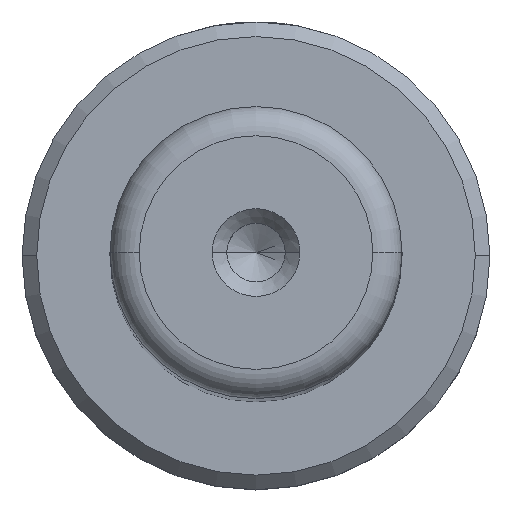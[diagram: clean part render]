
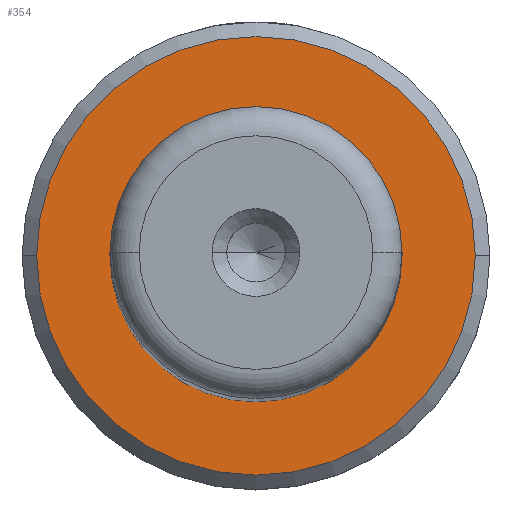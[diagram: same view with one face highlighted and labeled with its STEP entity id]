
A CAD part, top view. The second image highlights one B-rep face of the part: STEP entity #354.
In plain terms, the highlighted planar face has unit normal (0, 0, 1).
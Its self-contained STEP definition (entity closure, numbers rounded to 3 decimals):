
#121 = EDGE_LOOP ( 'NONE', ( #1337, #780 ) ) ;
#152 = AXIS2_PLACEMENT_3D ( 'NONE', #732, #1870, #903 ) ;
#187 = EDGE_LOOP ( 'NONE', ( #800, #1642 ) ) ;
#256 = AXIS2_PLACEMENT_3D ( 'NONE', #288, #1423, #451 ) ;
#288 = CARTESIAN_POINT ( 'NONE',  ( 0., 0., 13. ) ) ;
#316 = PLANE ( 'NONE',  #1073 ) ;
#354 = ADVANCED_FACE ( 'NONE', ( #610, #1943 ), #316, .T. ) ;
#439 = CARTESIAN_POINT ( 'NONE',  ( 0., 0., 13. ) ) ;
#451 = DIRECTION ( 'NONE',  ( -1., 0., 0. ) ) ;
#471 = DIRECTION ( 'NONE',  ( 1., 0., 0. ) ) ;
#487 = VERTEX_POINT ( 'NONE', #1407 ) ;
#580 = CIRCLE ( 'NONE', #152, 7.5 ) ;
#581 = VERTEX_POINT ( 'NONE', #1289 ) ;
#594 = DIRECTION ( 'NONE',  ( -1., 0., 0. ) ) ;
#610 = FACE_OUTER_BOUND ( 'NONE', #121, .T. ) ;
#662 = CARTESIAN_POINT ( 'NONE',  ( 4.495, 0., 13. ) ) ;
#732 = CARTESIAN_POINT ( 'NONE',  ( 0., 0., 13. ) ) ;
#735 = CARTESIAN_POINT ( 'NONE',  ( 7.5, 0., 13. ) ) ;
#780 = ORIENTED_EDGE ( 'NONE', *, *, #2063, .T. ) ;
#800 = ORIENTED_EDGE ( 'NONE', *, *, #1806, .T. ) ;
#810 = CARTESIAN_POINT ( 'NONE',  ( 0., 0., 13. ) ) ;
#903 = DIRECTION ( 'NONE',  ( 1., 0., 0. ) ) ;
#930 = CARTESIAN_POINT ( 'NONE',  ( 0., 0., 13. ) ) ;
#951 = EDGE_CURVE ( 'NONE', #581, #1735, #1224, .T. ) ;
#1073 = AXIS2_PLACEMENT_3D ( 'NONE', #810, #1440, #471 ) ;
#1093 = DIRECTION ( 'NONE',  ( 1., 0., 0. ) ) ;
#1148 = VERTEX_POINT ( 'NONE', #662 ) ;
#1224 = CIRCLE ( 'NONE', #1522, 7.5 ) ;
#1262 = EDGE_CURVE ( 'NONE', #487, #1148, #1609, .T. ) ;
#1289 = CARTESIAN_POINT ( 'NONE',  ( -7.5, 0., 13. ) ) ;
#1337 = ORIENTED_EDGE ( 'NONE', *, *, #951, .T. ) ;
#1407 = CARTESIAN_POINT ( 'NONE',  ( -4.495, 0., 13. ) ) ;
#1423 = DIRECTION ( 'NONE',  ( 0., 0., -1. ) ) ;
#1440 = DIRECTION ( 'NONE',  ( 0., 0., 1. ) ) ;
#1522 = AXIS2_PLACEMENT_3D ( 'NONE', #930, #2044, #1093 ) ;
#1564 = DIRECTION ( 'NONE',  ( 0., 0., -1. ) ) ;
#1609 = CIRCLE ( 'NONE', #256, 4.495 ) ;
#1642 = ORIENTED_EDGE ( 'NONE', *, *, #1262, .T. ) ;
#1652 = CIRCLE ( 'NONE', #1729, 4.495 ) ;
#1729 = AXIS2_PLACEMENT_3D ( 'NONE', #439, #1564, #594 ) ;
#1735 = VERTEX_POINT ( 'NONE', #735 ) ;
#1806 = EDGE_CURVE ( 'NONE', #1148, #487, #1652, .T. ) ;
#1870 = DIRECTION ( 'NONE',  ( 0., 0., 1. ) ) ;
#1943 = FACE_BOUND ( 'NONE', #187, .T. ) ;
#2044 = DIRECTION ( 'NONE',  ( 0., 0., 1. ) ) ;
#2063 = EDGE_CURVE ( 'NONE', #1735, #581, #580, .T. ) ;
